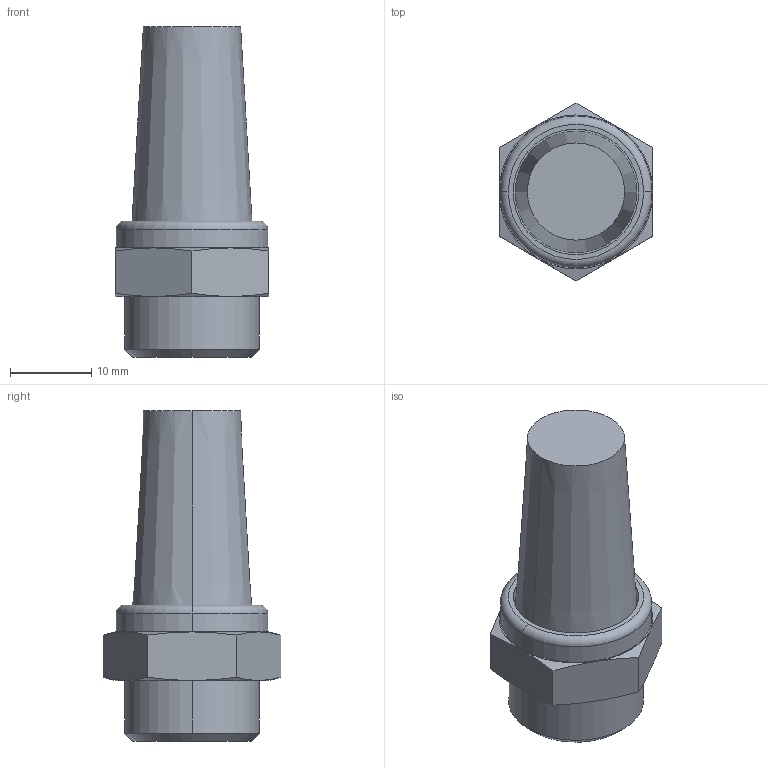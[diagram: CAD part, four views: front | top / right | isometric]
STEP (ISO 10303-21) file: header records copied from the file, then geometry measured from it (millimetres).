
FILE_DESCRIPTION (( 'STEP AP203' ), '1' );
FILE_NAME ('04010003-BE.STEP', '2010-07-19T08:48:44', ( '' ), ( 'sopra-pneumatic' ), 'SwSTEP 2.0', 'SolidWorks 2009', '' );
FILE_SCHEMA (( 'CONFIG_CONTROL_DESIGN' ));
Length unit declared in the file: millimetre
Products named in the file (1): 04010003-BE
Bounding box: 19 x 21.94 x 40.8 mm (x, y, z)
Volume: 6259.6 mm3; surface area: 3782 mm2
Topology: 2 solids, 2 shells, 49 faces, 102 edges, 62 vertices
Faces by surface type: cone 18, plane 15, cylinder 14, torus 2
Entity records: 1455 total; most frequent: CARTESIAN_POINT 334, DIRECTION 230, ORIENTED_EDGE 204, EDGE_CURVE 102, AXIS2_PLACEMENT_3D 102, VERTEX_POINT 62, EDGE_LOOP 56, CIRCLE 52
